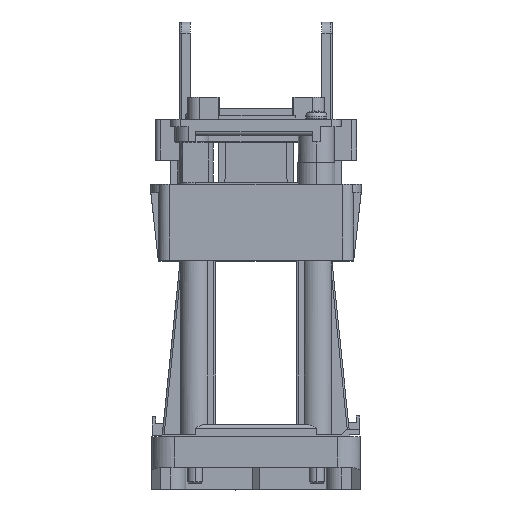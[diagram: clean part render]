
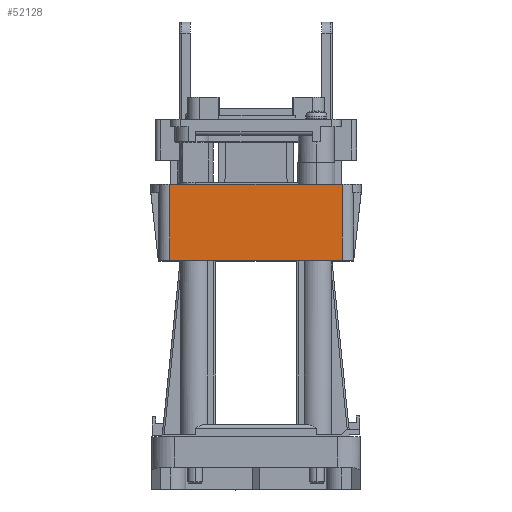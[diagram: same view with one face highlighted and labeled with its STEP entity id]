
A CAD part, top view. The second image highlights one B-rep face of the part: STEP entity #52128.
In plain terms, the highlighted planar face has unit normal (0, 0, 1).
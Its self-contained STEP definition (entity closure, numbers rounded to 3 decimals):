
#74=DIRECTION('',(1.,0.,0.));
#75=VECTOR('',#74,45.5);
#76=CARTESIAN_POINT('',(-22.75,-35.2,8.9));
#77=LINE('',#76,#75);
#12103=DIRECTION('',(-1.,0.,0.));
#12104=VECTOR('',#12103,45.5);
#12105=CARTESIAN_POINT('',(22.75,-15.2,8.9));
#12106=LINE('',#12105,#12104);
#12232=DIRECTION('',(0.,1.,0.));
#12233=VECTOR('',#12232,20.);
#12234=CARTESIAN_POINT('',(22.75,-35.2,8.9));
#12235=LINE('',#12234,#12233);
#12236=DIRECTION('',(0.,-1.,0.));
#12237=VECTOR('',#12236,20.);
#12238=CARTESIAN_POINT('',(-22.75,-15.2,8.9));
#12239=LINE('',#12238,#12237);
#33252=CARTESIAN_POINT('',(22.75,-35.2,8.9));
#33253=VERTEX_POINT('',#33252);
#33254=CARTESIAN_POINT('',(22.75,-15.2,8.9));
#33255=VERTEX_POINT('',#33254);
#33256=CARTESIAN_POINT('',(-22.75,-35.2,8.9));
#33258=VERTEX_POINT('',#33256);
#33262=CARTESIAN_POINT('',(-22.75,-15.2,8.9));
#33263=VERTEX_POINT('',#33262);
#52116=CARTESIAN_POINT('',(-25.75,-35.2,8.9));
#52117=DIRECTION('',(0.,0.,1.));
#52118=DIRECTION('',(1.,0.,0.));
#52119=AXIS2_PLACEMENT_3D('',#52116,#52117,#52118);
#52120=PLANE('',#52119);
#52121=ORIENTED_EDGE('',*,*,#52110,.F.);
#52122=ORIENTED_EDGE('',*,*,#35811,.F.);
#52124=ORIENTED_EDGE('',*,*,#52123,.F.);
#52125=ORIENTED_EDGE('',*,*,#51949,.F.);
#52126=EDGE_LOOP('',(#52121,#52122,#52124,#52125));
#52127=FACE_OUTER_BOUND('',#52126,.F.);
#52128=ADVANCED_FACE('',(#52127),#52120,.T.);
#35811=EDGE_CURVE('',#33258,#33253,#77,.T.);
#51949=EDGE_CURVE('',#33255,#33263,#12106,.T.);
#52110=EDGE_CURVE('',#33253,#33255,#12235,.T.);
#52123=EDGE_CURVE('',#33263,#33258,#12239,.T.);
